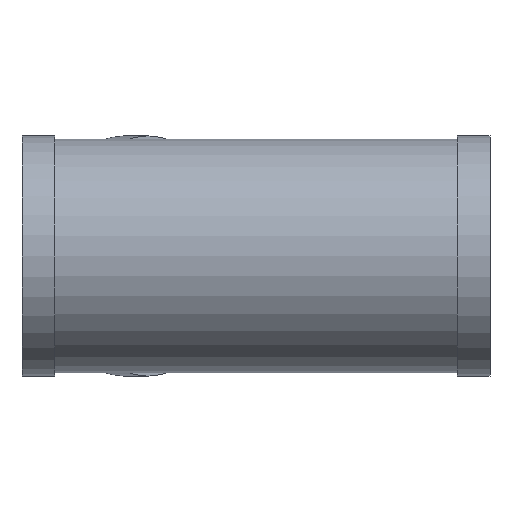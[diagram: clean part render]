
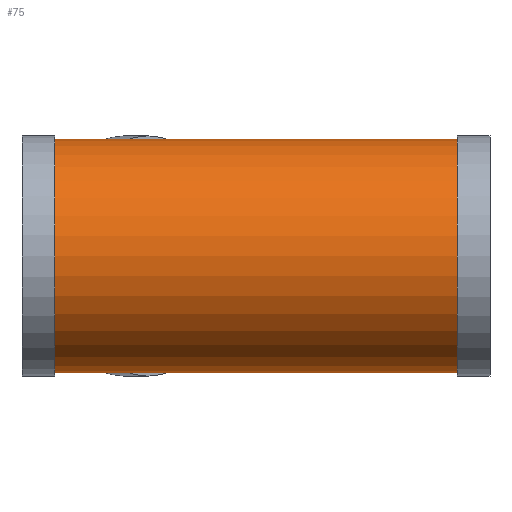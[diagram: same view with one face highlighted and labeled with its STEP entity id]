
A CAD part, front view. The second image highlights one B-rep face of the part: STEP entity #75.
In plain terms, the highlighted cylindrical face has radius 200 mm (diameter 400 mm), a full revolution.
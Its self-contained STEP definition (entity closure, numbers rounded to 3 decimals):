
#75 = ADVANCED_FACE( '', ( #163, #164, #165 ), #166, .T. );
#163 = FACE_OUTER_BOUND( '', #248, .T. );
#164 = FACE_BOUND( '', #249, .T. );
#165 = FACE_OUTER_BOUND( '', #250, .T. );
#166 = CYLINDRICAL_SURFACE( '', #251, 200. );
#248 = EDGE_LOOP( '', ( #362 ) );
#249 = EDGE_LOOP( '', ( #363, #364 ) );
#250 = EDGE_LOOP( '', ( #365 ) );
#251 = AXIS2_PLACEMENT_3D( '', #366, #367, #368 );
#362 = ORIENTED_EDGE( '', *, *, #412, .T. );
#363 = ORIENTED_EDGE( '', *, *, #415, .F. );
#364 = ORIENTED_EDGE( '', *, *, #416, .F. );
#365 = ORIENTED_EDGE( '', *, *, #410, .F. );
#366 = CARTESIAN_POINT( '', ( 401., 0., 0. ) );
#367 = DIRECTION( '', ( -1., 0., 0. ) );
#368 = DIRECTION( '', ( 0., 0., -1. ) );
#410 = EDGE_CURVE( '', #468, #468, #469, .T. );
#412 = EDGE_CURVE( '', #471, #471, #472, .T. );
#415 = EDGE_CURVE( '', #476, #477, #478, .F. );
#416 = EDGE_CURVE( '', #477, #476, #479, .F. );
#468 = VERTEX_POINT( '', #531 );
#469 = CIRCLE( '', #532, 200. );
#471 = VERTEX_POINT( '', #534 );
#472 = CIRCLE( '', #535, 200. );
#476 = VERTEX_POINT( '', #539 );
#477 = VERTEX_POINT( '', #540 );
#478 = ELLIPSE( '', #541, 522.625, 200. );
#479 = ELLIPSE( '', #542, 216.478, 200. );
#531 = CARTESIAN_POINT( '', ( 345., 0., -200. ) );
#532 = AXIS2_PLACEMENT_3D( '', #599, #600, #601 );
#534 = CARTESIAN_POINT( '', ( -345., 0., -200. ) );
#535 = AXIS2_PLACEMENT_3D( '', #602, #603, #604 );
#539 = CARTESIAN_POINT( '', ( 200., 0., -200. ) );
#540 = CARTESIAN_POINT( '', ( 200., 0., 200. ) );
#541 = AXIS2_PLACEMENT_3D( '', #608, #609, #610 );
#542 = AXIS2_PLACEMENT_3D( '', #611, #612, #613 );
#599 = CARTESIAN_POINT( '', ( 345., 0., 0. ) );
#600 = DIRECTION( '', ( 1., 0., 0. ) );
#601 = DIRECTION( '', ( 0., 0., -1. ) );
#602 = CARTESIAN_POINT( '', ( -345., 0., 0. ) );
#603 = DIRECTION( '', ( 1., 0., 0. ) );
#604 = DIRECTION( '', ( 0., 0., -1. ) );
#608 = CARTESIAN_POINT( '', ( 200., 0., 0. ) );
#609 = DIRECTION( '', ( -0.383, -0.924, 0. ) );
#610 = DIRECTION( '', ( 0.924, -0.383, 0. ) );
#611 = CARTESIAN_POINT( '', ( 200., 0., 0. ) );
#612 = DIRECTION( '', ( 0.924, -0.383, 0. ) );
#613 = DIRECTION( '', ( -0.383, -0.924, 0. ) );
